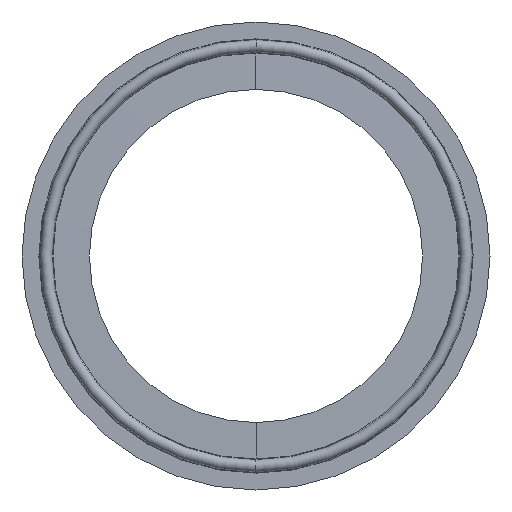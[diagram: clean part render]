
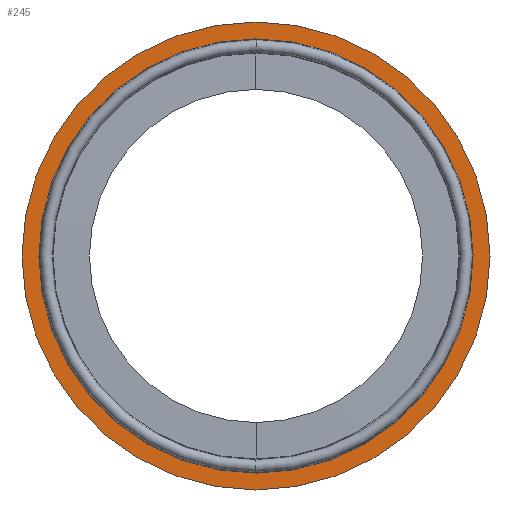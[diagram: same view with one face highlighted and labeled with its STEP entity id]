
A CAD part, left-side view. The second image highlights one B-rep face of the part: STEP entity #245.
In plain terms, the highlighted planar face has unit normal (-1, 0, 0).
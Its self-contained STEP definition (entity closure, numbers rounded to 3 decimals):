
#7 = AXIS2_PLACEMENT_3D ( 'NONE', #233, #530, #678 ) ;
#13 = EDGE_CURVE ( 'NONE', #763, #592, #733, .T. ) ;
#51 = DIRECTION ( 'NONE',  ( 0., 0., -1. ) ) ;
#52 = CARTESIAN_POINT ( 'NONE',  ( -0.9, 0., 0. ) ) ;
#73 = CARTESIAN_POINT ( 'NONE',  ( -0.9, 0., 46.5 ) ) ;
#85 = CARTESIAN_POINT ( 'NONE',  ( -0.9, 42.95, 0. ) ) ;
#108 = AXIS2_PLACEMENT_3D ( 'NONE', #85, #418, #365 ) ;
#178 = CIRCLE ( 'NONE', #330, 46.5 ) ;
#182 = CARTESIAN_POINT ( 'NONE',  ( -0.9, 0., -46.5 ) ) ;
#183 = DIRECTION ( 'NONE',  ( 1., 0., 0. ) ) ;
#185 = EDGE_CURVE ( 'NONE', #592, #763, #178, .T. ) ;
#233 = CARTESIAN_POINT ( 'NONE',  ( -0.9, 0., 0. ) ) ;
#245 = ADVANCED_FACE ( 'NONE', ( #849, #427 ), #572, .F. ) ;
#248 = CIRCLE ( 'NONE', #7, 43.15 ) ;
#279 = AXIS2_PLACEMENT_3D ( 'NONE', #381, #819, #314 ) ;
#309 = ORIENTED_EDGE ( 'NONE', *, *, #13, .T. ) ;
#314 = DIRECTION ( 'NONE',  ( 0., 0., 1. ) ) ;
#316 = EDGE_CURVE ( 'NONE', #335, #677, #248, .T. ) ;
#330 = AXIS2_PLACEMENT_3D ( 'NONE', #52, #334, #892 ) ;
#334 = DIRECTION ( 'NONE',  ( -1., 0., 0. ) ) ;
#335 = VERTEX_POINT ( 'NONE', #382 ) ;
#365 = DIRECTION ( 'NONE',  ( 0., 0., -1. ) ) ;
#369 = CARTESIAN_POINT ( 'NONE',  ( -0.9, 0., -43.15 ) ) ;
#381 = CARTESIAN_POINT ( 'NONE',  ( -0.9, 0., 0. ) ) ;
#382 = CARTESIAN_POINT ( 'NONE',  ( -0.9, 0., 43.15 ) ) ;
#418 = DIRECTION ( 'NONE',  ( 1., 0., 0. ) ) ;
#427 = FACE_OUTER_BOUND ( 'NONE', #782, .T. ) ;
#530 = DIRECTION ( 'NONE',  ( 1., 0., 0. ) ) ;
#572 = PLANE ( 'NONE',  #108 ) ;
#592 = VERTEX_POINT ( 'NONE', #182 ) ;
#610 = CIRCLE ( 'NONE', #645, 43.15 ) ;
#645 = AXIS2_PLACEMENT_3D ( 'NONE', #818, #183, #51 ) ;
#677 = VERTEX_POINT ( 'NONE', #369 ) ;
#678 = DIRECTION ( 'NONE',  ( 0., 0., -1. ) ) ;
#683 = ORIENTED_EDGE ( 'NONE', *, *, #316, .T. ) ;
#707 = ORIENTED_EDGE ( 'NONE', *, *, #185, .T. ) ;
#733 = CIRCLE ( 'NONE', #279, 46.5 ) ;
#742 = ORIENTED_EDGE ( 'NONE', *, *, #904, .T. ) ;
#763 = VERTEX_POINT ( 'NONE', #73 ) ;
#782 = EDGE_LOOP ( 'NONE', ( #309, #707 ) ) ;
#818 = CARTESIAN_POINT ( 'NONE',  ( -0.9, 0., 0. ) ) ;
#819 = DIRECTION ( 'NONE',  ( -1., 0., 0. ) ) ;
#833 = EDGE_LOOP ( 'NONE', ( #742, #683 ) ) ;
#849 = FACE_BOUND ( 'NONE', #833, .T. ) ;
#892 = DIRECTION ( 'NONE',  ( 0., 0., 1. ) ) ;
#904 = EDGE_CURVE ( 'NONE', #677, #335, #610, .T. ) ;
